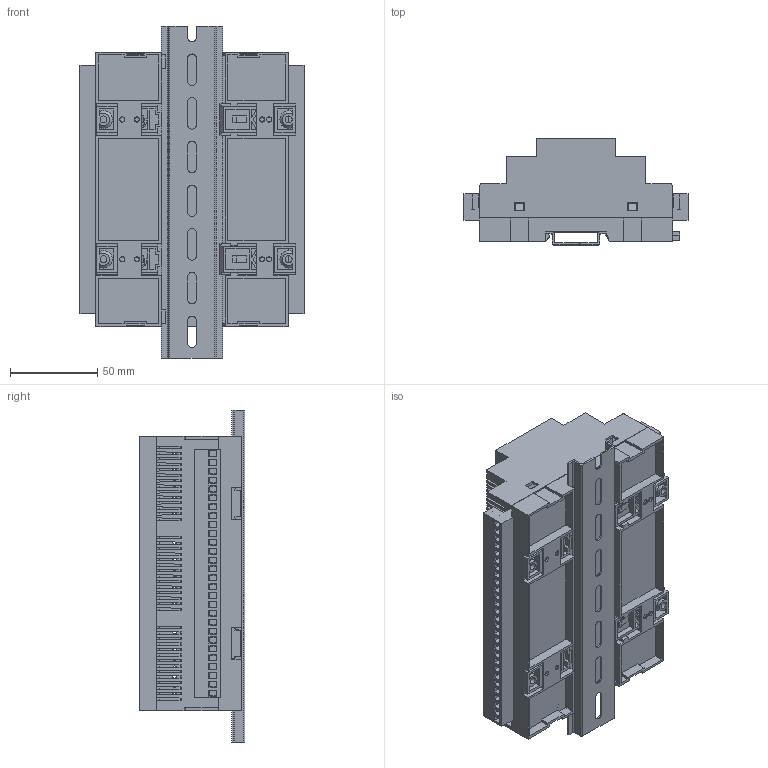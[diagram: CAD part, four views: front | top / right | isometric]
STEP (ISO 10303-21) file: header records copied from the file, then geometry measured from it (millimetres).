
FILE_DESCRIPTION (( 'STEP AP214' ), '1' );
FILE_NAME ('CES-157-03.STEP', '2023-01-18T07:19:24', ( '' ), ( '' ), 'SwSTEP 2.0', 'SolidWorks 2017', '' );
FILE_SCHEMA (( 'AUTOMOTIVE_DESIGN' ));
Length unit declared in the file: millimetre
Products named in the file (12): TopCover-CESC-157; Terminal5.08mm-28Plug-In; Vertical PCB - CES-157; CES-157-03; Display PCB CES-157; Rail-35-190mm; Clip-Big; Clip-Small; Base plate - MDB-157; BasePCB-157-5.08mm Term; Screw-small; Horizontal PCB - CES-157-5.08 Term
Assembly tree (16 placements, depth 2):
  CES-157-03
    Base plate - MDB-157
    BasePCB-157-5.08mm Term
    Screw-small  x2
    Clip-Big  x2
    Clip-Small  x2
    Rail-35-190mm
    TopCover-CESC-157
    Terminal5.08mm-28Plug-In  x2
    Display PCB CES-157
    Horizontal PCB - CES-157-5.08 Term
    Vertical PCB - CES-157  x2
Bounding box: 128.21 x 60.55 x 190 mm (x, y, z)
Volume: 229721.1 mm3; surface area: 280279.3 mm2
Topology: 16 solids, 16 shells, 2954 faces, 8505 edges, 5513 vertices
Faces by surface type: plane 2149, cylinder 769, cone 30, torus 6
Entity records: 72470 total; most frequent: CARTESIAN_POINT 12667, ORIENTED_EDGE 12644, DIRECTION 11852, EDGE_CURVE 6322, VECTOR 5014, LINE 5014, VERTEX_POINT 4102, AXIS2_PLACEMENT_3D 3419
